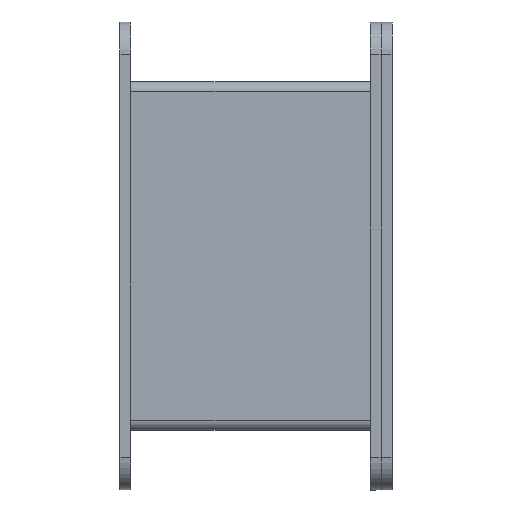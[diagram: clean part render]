
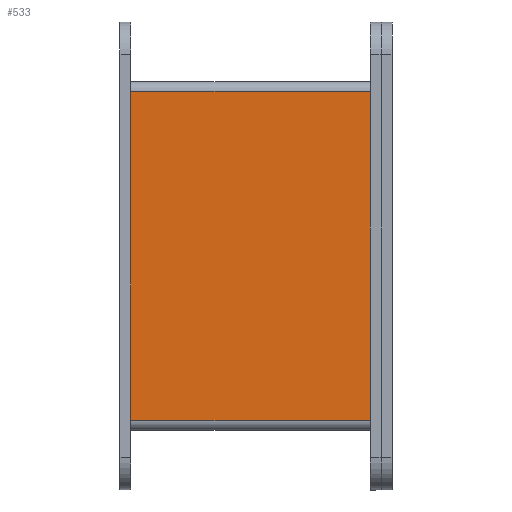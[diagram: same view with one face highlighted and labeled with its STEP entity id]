
A CAD part, front view. The second image highlights one B-rep face of the part: STEP entity #533.
In plain terms, the highlighted planar face has unit normal (0, -1, 0).
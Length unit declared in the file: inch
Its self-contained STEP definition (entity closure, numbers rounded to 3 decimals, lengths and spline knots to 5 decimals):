
#11 = ORIENTED_EDGE ( 'NONE', *, *, #1081, .F. ) ;
#34 = VECTOR ( 'NONE', #1488, 39.37008 ) ;
#148 = DIRECTION ( 'NONE',  ( 1., 0., 0. ) ) ;
#261 = ORIENTED_EDGE ( 'NONE', *, *, #2356, .F. ) ;
#332 = CARTESIAN_POINT ( 'NONE',  ( -1.375, -2., -2. ) ) ;
#533 = ADVANCED_FACE ( 'NONE', ( #2312 ), #1336, .F. ) ;
#540 = VECTOR ( 'NONE', #3073, 39.37008 ) ;
#592 = LINE ( 'NONE', #1395, #992 ) ;
#696 = DIRECTION ( 'NONE',  ( 0., 0., 1. ) ) ;
#727 = AXIS2_PLACEMENT_3D ( 'NONE', #332, #2297, #2089 ) ;
#729 = LINE ( 'NONE', #1727, #1227 ) ;
#768 = VERTEX_POINT ( 'NONE', #1220 ) ;
#790 = ORIENTED_EDGE ( 'NONE', *, *, #1421, .T. ) ;
#902 = CARTESIAN_POINT ( 'NONE',  ( 1.375, -2., -1.892 ) ) ;
#992 = VECTOR ( 'NONE', #148, 39.37008 ) ;
#1081 = EDGE_CURVE ( 'NONE', #2200, #2020, #592, .T. ) ;
#1220 = CARTESIAN_POINT ( 'NONE',  ( -1.375, -2., -1.892 ) ) ;
#1227 = VECTOR ( 'NONE', #696, 39.37008 ) ;
#1336 = PLANE ( 'NONE',  #727 ) ;
#1395 = CARTESIAN_POINT ( 'NONE',  ( -1.375, -2., 1.892 ) ) ;
#1421 = EDGE_CURVE ( 'NONE', #2566, #2020, #2750, .T. ) ;
#1488 = DIRECTION ( 'NONE',  ( 0., 0., 1. ) ) ;
#1727 = CARTESIAN_POINT ( 'NONE',  ( -1.375, -2., 2. ) ) ;
#1953 = CARTESIAN_POINT ( 'NONE',  ( 1.375, -2., 1.892 ) ) ;
#1977 = ORIENTED_EDGE ( 'NONE', *, *, #2037, .F. ) ;
#2020 = VERTEX_POINT ( 'NONE', #1953 ) ;
#2037 = EDGE_CURVE ( 'NONE', #768, #2200, #729, .T. ) ;
#2086 = CARTESIAN_POINT ( 'NONE',  ( -1.375, -2., -1.892 ) ) ;
#2089 = DIRECTION ( 'NONE',  ( 0., 0., 1. ) ) ;
#2200 = VERTEX_POINT ( 'NONE', #3005 ) ;
#2247 = EDGE_LOOP ( 'NONE', ( #11, #1977, #261, #790 ) ) ;
#2297 = DIRECTION ( 'NONE',  ( 0., 1., 0. ) ) ;
#2312 = FACE_OUTER_BOUND ( 'NONE', #2247, .T. ) ;
#2356 = EDGE_CURVE ( 'NONE', #2566, #768, #2523, .T. ) ;
#2523 = LINE ( 'NONE', #2086, #540 ) ;
#2566 = VERTEX_POINT ( 'NONE', #902 ) ;
#2750 = LINE ( 'NONE', #2767, #34 ) ;
#2767 = CARTESIAN_POINT ( 'NONE',  ( 1.375, -2., -2. ) ) ;
#3005 = CARTESIAN_POINT ( 'NONE',  ( -1.375, -2., 1.892 ) ) ;
#3073 = DIRECTION ( 'NONE',  ( -1., 0., 0. ) ) ;
